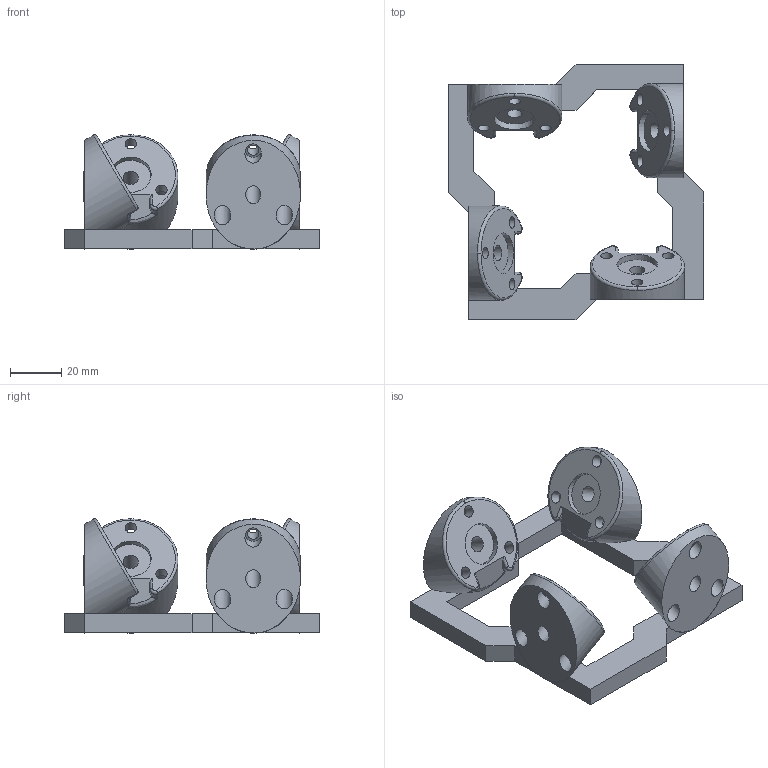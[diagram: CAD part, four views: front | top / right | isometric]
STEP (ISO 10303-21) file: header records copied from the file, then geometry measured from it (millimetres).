
FILE_DESCRIPTION(('FreeCAD Model'),'2;1');
FILE_NAME('Open CASCADE Shape Model','2024-03-28T11:42:03',(''),(''), 'Open CASCADE STEP processor 7.6','FreeCAD','Unknown');
FILE_SCHEMA(('AUTOMOTIVE_DESIGN { 1 0 10303 214 1 1 1 1 }'));
Length unit declared in the file: millimetre
Products named in the file (1): Fusion
Bounding box: 100 x 100 x 44.85 mm (x, y, z)
Volume: 81289.5 mm3; surface area: 30046.3 mm2
Topology: 1 solids, 1 shells, 141 faces, 348 edges, 228 vertices
Faces by surface type: plane 69, cylinder 52, torus 16, bspline 4
Full cylindrical faces by diameter (mm): 4.5 x12, 6 x4, 6.5 x12, 16 x4, 37 x4
Entity records: 5136 total; most frequent: CARTESIAN_POINT 1594, DIRECTION 764, ORIENTED_EDGE 696, EDGE_CURVE 348, AXIS2_PLACEMENT_3D 298, VERTEX_POINT 228, FACE_BOUND 194, EDGE_LOOP 194
